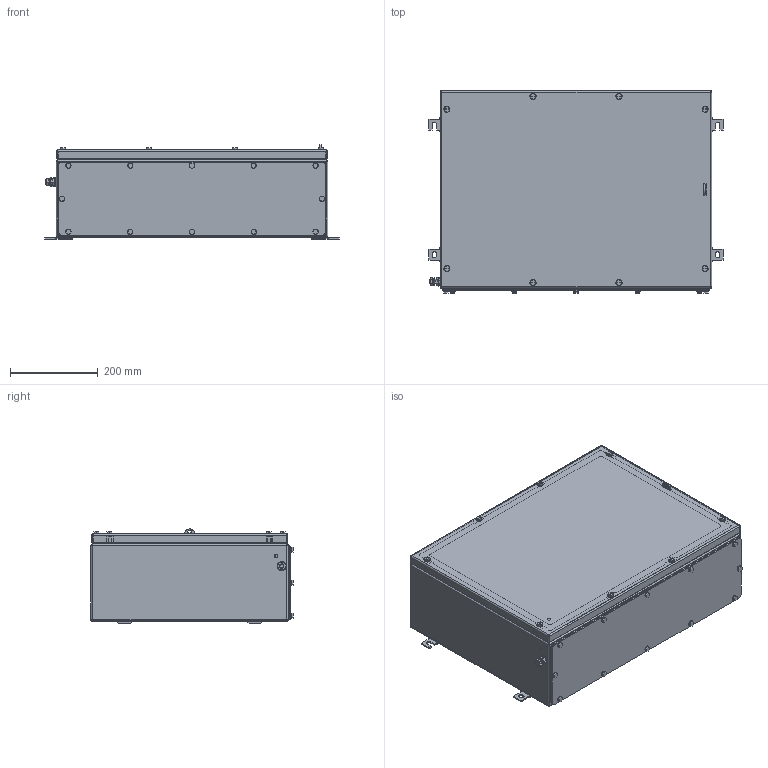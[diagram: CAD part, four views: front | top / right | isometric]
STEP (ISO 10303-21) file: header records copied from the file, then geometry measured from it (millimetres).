
FILE_DESCRIPTION(('CATIA V5 STEP Exchange','CAx-IF Rec.Pracs.--- Model Styling and Organization---1.4--- 2014-01-23'),'2;1');
FILE_NAME ('1157671-14_0_2698070000_2698070000.stp','2020-12-08T10:32:34+00:00',('none'),('Weidmueller'),'CATIA Version 5-6 Release 2016 SP3 HF44','CATIA V5 STEP AP214','none');
FILE_SCHEMA(('AUTOMOTIVE_DESIGN { 1 0 10303 214 1 1 1 1 }'));
Length unit declared in the file: millimetre
Products named in the file (1): 2698070000
Bounding box: 671 x 461 x 214.8 mm (x, y, z)
Volume: 2077265.8 mm3; surface area: 2404845.3 mm2
Topology: 74 solids, 74 shells, 1693 faces, 4084 edges, 2600 vertices
Faces by surface type: plane 900, cylinder 653, cone 96, sphere 24, torus 20
Entity records: 46586 total; most frequent: CARTESIAN_POINT 8985, ORIENTED_EDGE 8048, DIRECTION 6500, EDGE_CURVE 4024, VECTOR 2651, LINE 2651, VERTEX_POINT 2600, AXIS2_PLACEMENT_3D 2561
